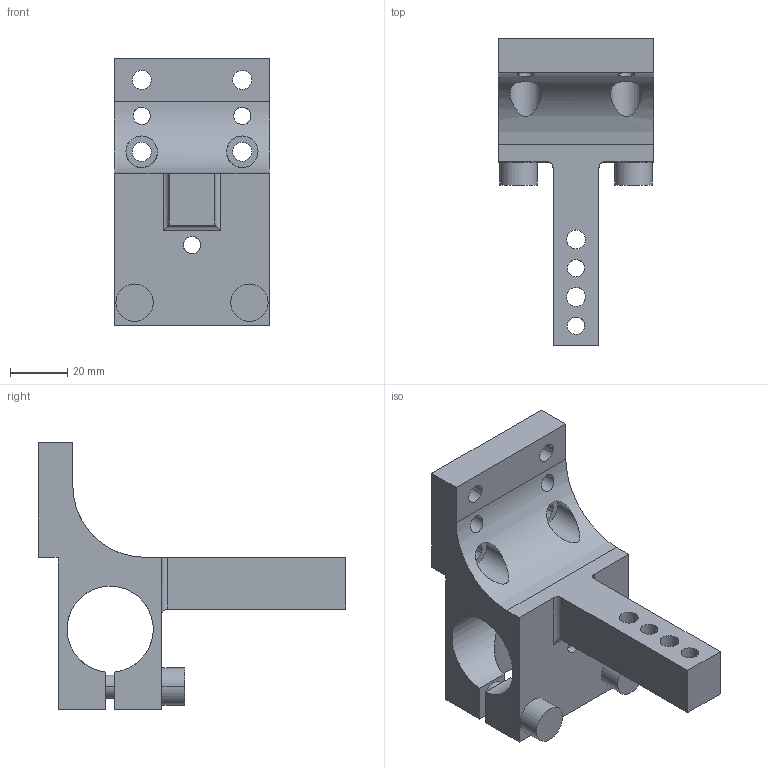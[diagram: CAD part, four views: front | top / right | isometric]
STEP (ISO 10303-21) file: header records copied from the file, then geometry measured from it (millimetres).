
FILE_DESCRIPTION(('CATIA V5 STEP'),'2;1');
FILE_NAME('AVGT181.stp','2018-07-15T23:51:07+00:00',('none'),('none'),'CATIA Version 5 Release 21 GA (IN-10)','CATIA V5 STEP AP214','none');
FILE_SCHEMA(('AUTOMOTIVE_DESIGN { 1 0 10303 214 1 1 1 1 }'));
Length unit declared in the file: millimetre
Products named in the file (1): VGT181
Bounding box: 54 x 107 x 93 mm (x, y, z)
Volume: 93919.2 mm3; surface area: 33716 mm2
Topology: 1 solids, 1 shells, 84 faces, 230 edges, 154 vertices
Faces by surface type: cylinder 56, plane 28
Entity records: 3027 total; most frequent: CARTESIAN_POINT 952, ORIENTED_EDGE 460, DIRECTION 326, EDGE_CURVE 230, VERTEX_POINT 154, AXIS2_PLACEMENT_3D 148, EDGE_LOOP 118, VECTOR 110
